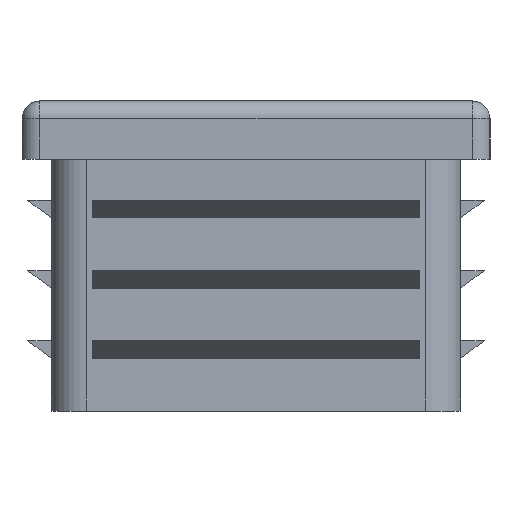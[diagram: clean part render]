
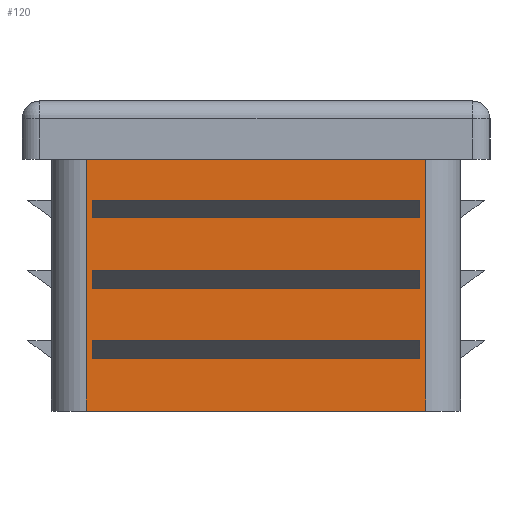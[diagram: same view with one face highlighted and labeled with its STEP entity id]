
A CAD part, left-side view. The second image highlights one B-rep face of the part: STEP entity #120.
In plain terms, the highlighted planar face has unit normal (-1, 0, 0).
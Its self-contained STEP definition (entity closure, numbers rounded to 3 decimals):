
#120 = ADVANCED_FACE( '', ( #311, #312, #313, #314 ), #315, .F. );
#311 = FACE_BOUND( '', #584, .T. );
#312 = FACE_BOUND( '', #585, .T. );
#313 = FACE_BOUND( '', #586, .T. );
#314 = FACE_OUTER_BOUND( '', #587, .T. );
#315 = PLANE( '', #588 );
#584 = EDGE_LOOP( '', ( #877, #878, #879, #880 ) );
#585 = EDGE_LOOP( '', ( #881, #882, #883, #884 ) );
#586 = EDGE_LOOP( '', ( #885, #886, #887, #888 ) );
#587 = EDGE_LOOP( '', ( #889, #890, #891, #892 ) );
#588 = AXIS2_PLACEMENT_3D( '', #893, #894, #895 );
#877 = ORIENTED_EDGE( '', *, *, #1577, .F. );
#878 = ORIENTED_EDGE( '', *, *, #1578, .F. );
#879 = ORIENTED_EDGE( '', *, *, #1579, .T. );
#880 = ORIENTED_EDGE( '', *, *, #1580, .T. );
#881 = ORIENTED_EDGE( '', *, *, #1581, .F. );
#882 = ORIENTED_EDGE( '', *, *, #1582, .F. );
#883 = ORIENTED_EDGE( '', *, *, #1583, .T. );
#884 = ORIENTED_EDGE( '', *, *, #1584, .T. );
#885 = ORIENTED_EDGE( '', *, *, #1585, .F. );
#886 = ORIENTED_EDGE( '', *, *, #1586, .F. );
#887 = ORIENTED_EDGE( '', *, *, #1587, .T. );
#888 = ORIENTED_EDGE( '', *, *, #1573, .T. );
#889 = ORIENTED_EDGE( '', *, *, #1588, .F. );
#890 = ORIENTED_EDGE( '', *, *, #1589, .T. );
#891 = ORIENTED_EDGE( '', *, *, #1590, .T. );
#892 = ORIENTED_EDGE( '', *, *, #1591, .T. );
#893 = CARTESIAN_POINT( '', ( -57.5, 17.5, 21.5 ) );
#894 = DIRECTION( '', ( 1., 0., 0. ) );
#895 = DIRECTION( '', ( 0., 1., 0. ) );
#1573 = EDGE_CURVE( '', #1862, #1863, #1864, .T. );
#1577 = EDGE_CURVE( '', #1869, #1870, #1871, .T. );
#1578 = EDGE_CURVE( '', #1872, #1869, #1873, .T. );
#1579 = EDGE_CURVE( '', #1872, #1874, #1875, .T. );
#1580 = EDGE_CURVE( '', #1874, #1870, #1876, .T. );
#1581 = EDGE_CURVE( '', #1877, #1878, #1879, .T. );
#1582 = EDGE_CURVE( '', #1880, #1877, #1881, .T. );
#1583 = EDGE_CURVE( '', #1880, #1882, #1883, .T. );
#1584 = EDGE_CURVE( '', #1882, #1878, #1884, .T. );
#1585 = EDGE_CURVE( '', #1885, #1863, #1886, .T. );
#1586 = EDGE_CURVE( '', #1887, #1885, #1888, .T. );
#1587 = EDGE_CURVE( '', #1887, #1862, #1889, .T. );
#1588 = EDGE_CURVE( '', #1890, #1891, #1892, .T. );
#1589 = EDGE_CURVE( '', #1890, #1893, #1894, .T. );
#1590 = EDGE_CURVE( '', #1893, #1895, #1896, .T. );
#1591 = EDGE_CURVE( '', #1895, #1891, #1897, .F. );
#1862 = VERTEX_POINT( '', #2272 );
#1863 = VERTEX_POINT( '', #2273 );
#1864 = LINE( '', #2274, #2275 );
#1869 = VERTEX_POINT( '', #2282 );
#1870 = VERTEX_POINT( '', #2283 );
#1871 = LINE( '', #2284, #2285 );
#1872 = VERTEX_POINT( '', #2286 );
#1873 = LINE( '', #2287, #2288 );
#1874 = VERTEX_POINT( '', #2289 );
#1875 = LINE( '', #2290, #2291 );
#1876 = LINE( '', #2292, #2293 );
#1877 = VERTEX_POINT( '', #2294 );
#1878 = VERTEX_POINT( '', #2295 );
#1879 = LINE( '', #2296, #2297 );
#1880 = VERTEX_POINT( '', #2298 );
#1881 = LINE( '', #2299, #2300 );
#1882 = VERTEX_POINT( '', #2301 );
#1883 = LINE( '', #2302, #2303 );
#1884 = LINE( '', #2304, #2305 );
#1885 = VERTEX_POINT( '', #2306 );
#1886 = LINE( '', #2307, #2308 );
#1887 = VERTEX_POINT( '', #2309 );
#1888 = LINE( '', #2310, #2311 );
#1889 = LINE( '', #2312, #2313 );
#1890 = VERTEX_POINT( '', #2314 );
#1891 = VERTEX_POINT( '', #2315 );
#1892 = LINE( '', #2316, #2317 );
#1893 = VERTEX_POINT( '', #2318 );
#1894 = LINE( '', #2319, #2320 );
#1895 = VERTEX_POINT( '', #2321 );
#1896 = LINE( '', #2322, #2323 );
#1897 = LINE( '', #2324, #2325 );
#2272 = CARTESIAN_POINT( '', ( -57.5, 14., 16.5 ) );
#2273 = CARTESIAN_POINT( '', ( -57.5, 14., 18. ) );
#2274 = CARTESIAN_POINT( '', ( -57.5, 14., 16.5 ) );
#2275 = VECTOR( '', #2813, 1000. );
#2282 = CARTESIAN_POINT( '', ( -57.5, -14., 6. ) );
#2283 = CARTESIAN_POINT( '', ( -57.5, 14., 6. ) );
#2284 = CARTESIAN_POINT( '', ( -57.5, -14., 6. ) );
#2285 = VECTOR( '', #2816, 1000. );
#2286 = CARTESIAN_POINT( '', ( -57.5, -14., 4.5 ) );
#2287 = CARTESIAN_POINT( '', ( -57.5, -14., 4.5 ) );
#2288 = VECTOR( '', #2817, 1000. );
#2289 = CARTESIAN_POINT( '', ( -57.5, 14., 4.5 ) );
#2290 = CARTESIAN_POINT( '', ( -57.5, -14., 4.5 ) );
#2291 = VECTOR( '', #2818, 1000. );
#2292 = CARTESIAN_POINT( '', ( -57.5, 14., 4.5 ) );
#2293 = VECTOR( '', #2819, 1000. );
#2294 = CARTESIAN_POINT( '', ( -57.5, -14., 12. ) );
#2295 = CARTESIAN_POINT( '', ( -57.5, 14., 12. ) );
#2296 = CARTESIAN_POINT( '', ( -57.5, -14., 12. ) );
#2297 = VECTOR( '', #2820, 1000. );
#2298 = CARTESIAN_POINT( '', ( -57.5, -14., 10.5 ) );
#2299 = CARTESIAN_POINT( '', ( -57.5, -14., 10.5 ) );
#2300 = VECTOR( '', #2821, 1000. );
#2301 = CARTESIAN_POINT( '', ( -57.5, 14., 10.5 ) );
#2302 = CARTESIAN_POINT( '', ( -57.5, -14., 10.5 ) );
#2303 = VECTOR( '', #2822, 1000. );
#2304 = CARTESIAN_POINT( '', ( -57.5, 14., 10.5 ) );
#2305 = VECTOR( '', #2823, 1000. );
#2306 = CARTESIAN_POINT( '', ( -57.5, -14., 18. ) );
#2307 = CARTESIAN_POINT( '', ( -57.5, -14., 18. ) );
#2308 = VECTOR( '', #2824, 1000. );
#2309 = CARTESIAN_POINT( '', ( -57.5, -14., 16.5 ) );
#2310 = CARTESIAN_POINT( '', ( -57.5, -14., 16.5 ) );
#2311 = VECTOR( '', #2825, 1000. );
#2312 = CARTESIAN_POINT( '', ( -57.5, -14., 16.5 ) );
#2313 = VECTOR( '', #2826, 1000. );
#2314 = CARTESIAN_POINT( '', ( -57.5, 14.5, 21.5 ) );
#2315 = CARTESIAN_POINT( '', ( -57.5, -14.5, 21.5 ) );
#2316 = CARTESIAN_POINT( '', ( -57.5, 17.5, 21.5 ) );
#2317 = VECTOR( '', #2827, 1000. );
#2318 = CARTESIAN_POINT( '', ( -57.5, 14.5, 0. ) );
#2319 = CARTESIAN_POINT( '', ( -57.5, 14.5, 21.5 ) );
#2320 = VECTOR( '', #2828, 1000. );
#2321 = CARTESIAN_POINT( '', ( -57.5, -14.5, 0. ) );
#2322 = CARTESIAN_POINT( '', ( -57.5, 17.5, 0. ) );
#2323 = VECTOR( '', #2829, 1000. );
#2324 = CARTESIAN_POINT( '', ( -57.5, -14.5, 21.5 ) );
#2325 = VECTOR( '', #2830, 1000. );
#2813 = DIRECTION( '', ( 0., 0., 1. ) );
#2816 = DIRECTION( '', ( 0., 1., 0. ) );
#2817 = DIRECTION( '', ( 0., 0., 1. ) );
#2818 = DIRECTION( '', ( 0., 1., 0. ) );
#2819 = DIRECTION( '', ( 0., 0., 1. ) );
#2820 = DIRECTION( '', ( 0., 1., 0. ) );
#2821 = DIRECTION( '', ( 0., 0., 1. ) );
#2822 = DIRECTION( '', ( 0., 1., 0. ) );
#2823 = DIRECTION( '', ( 0., 0., 1. ) );
#2824 = DIRECTION( '', ( 0., 1., 0. ) );
#2825 = DIRECTION( '', ( 0., 0., 1. ) );
#2826 = DIRECTION( '', ( 0., 1., 0. ) );
#2827 = DIRECTION( '', ( 0., -1., 0. ) );
#2828 = DIRECTION( '', ( 0., 0., -1. ) );
#2829 = DIRECTION( '', ( 0., -1., 0. ) );
#2830 = DIRECTION( '', ( 0., 0., -1. ) );
